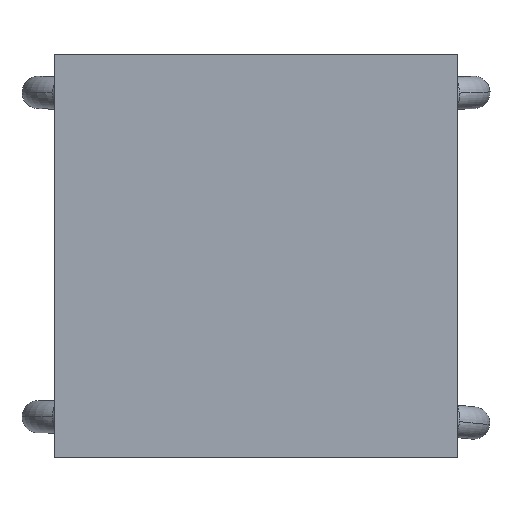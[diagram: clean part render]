
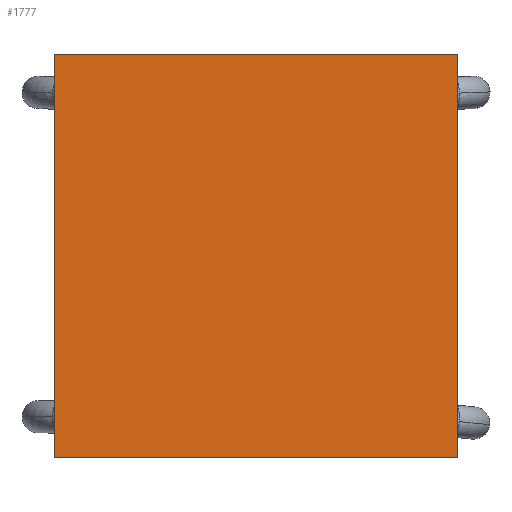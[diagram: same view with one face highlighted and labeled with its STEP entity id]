
A CAD part, front view. The second image highlights one B-rep face of the part: STEP entity #1777.
In plain terms, the highlighted planar face has unit normal (0, -1, 0).
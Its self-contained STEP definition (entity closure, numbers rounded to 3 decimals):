
#104 = DIRECTION ( 'NONE',  ( 0., 0., 1. ) ) ;
#129 = FACE_OUTER_BOUND ( 'NONE', #3797, .T. ) ;
#635 = VERTEX_POINT ( 'NONE', #752 ) ;
#752 = CARTESIAN_POINT ( 'NONE',  ( -50., 0., 50. ) ) ;
#1326 = DIRECTION ( 'NONE',  ( 0., 0., -1. ) ) ;
#1390 = EDGE_CURVE ( 'NONE', #3266, #7543, #3921, .T. ) ;
#1546 = EDGE_CURVE ( 'NONE', #635, #4908, #5377, .T. ) ;
#1761 = VECTOR ( 'NONE', #1326, 1000. ) ;
#1766 = LINE ( 'NONE', #5426, #1761 ) ;
#1777 = ADVANCED_FACE ( 'NONE', ( #129 ), #3836, .F. ) ;
#2099 = ORIENTED_EDGE ( 'NONE', *, *, #1390, .F. ) ;
#2540 = CARTESIAN_POINT ( 'NONE',  ( 0., 0., 0. ) ) ;
#3266 = VERTEX_POINT ( 'NONE', #4914 ) ;
#3450 = AXIS2_PLACEMENT_3D ( 'NONE', #2540, #6739, #4950 ) ;
#3544 = CARTESIAN_POINT ( 'NONE',  ( -50., 0., -50. ) ) ;
#3726 = CARTESIAN_POINT ( 'NONE',  ( -50., 0., -50. ) ) ;
#3797 = EDGE_LOOP ( 'NONE', ( #4040, #4042, #4454, #2099 ) ) ;
#3836 = PLANE ( 'NONE',  #3450 ) ;
#3921 = LINE ( 'NONE', #4044, #4326 ) ;
#4040 = ORIENTED_EDGE ( 'NONE', *, *, #6072, .F. ) ;
#4042 = ORIENTED_EDGE ( 'NONE', *, *, #1546, .F. ) ;
#4044 = CARTESIAN_POINT ( 'NONE',  ( -50., 0., -50. ) ) ;
#4326 = VECTOR ( 'NONE', #6507, 1000. ) ;
#4454 = ORIENTED_EDGE ( 'NONE', *, *, #4819, .F. ) ;
#4753 = CARTESIAN_POINT ( 'NONE',  ( -50., 0., 50. ) ) ;
#4794 = DIRECTION ( 'NONE',  ( 1., 0., 0. ) ) ;
#4819 = EDGE_CURVE ( 'NONE', #7543, #635, #7315, .T. ) ;
#4908 = VERTEX_POINT ( 'NONE', #6116 ) ;
#4914 = CARTESIAN_POINT ( 'NONE',  ( 50., 0., -50. ) ) ;
#4950 = DIRECTION ( 'NONE',  ( 0., 0., 1. ) ) ;
#5377 = LINE ( 'NONE', #4753, #5593 ) ;
#5426 = CARTESIAN_POINT ( 'NONE',  ( 50., 0., -50. ) ) ;
#5593 = VECTOR ( 'NONE', #4794, 1000. ) ;
#5929 = VECTOR ( 'NONE', #104, 1000. ) ;
#6072 = EDGE_CURVE ( 'NONE', #4908, #3266, #1766, .T. ) ;
#6116 = CARTESIAN_POINT ( 'NONE',  ( 50., 0., 50. ) ) ;
#6507 = DIRECTION ( 'NONE',  ( -1., 0., 0. ) ) ;
#6739 = DIRECTION ( 'NONE',  ( 0., 1., 0. ) ) ;
#7315 = LINE ( 'NONE', #3544, #5929 ) ;
#7543 = VERTEX_POINT ( 'NONE', #3726 ) ;
